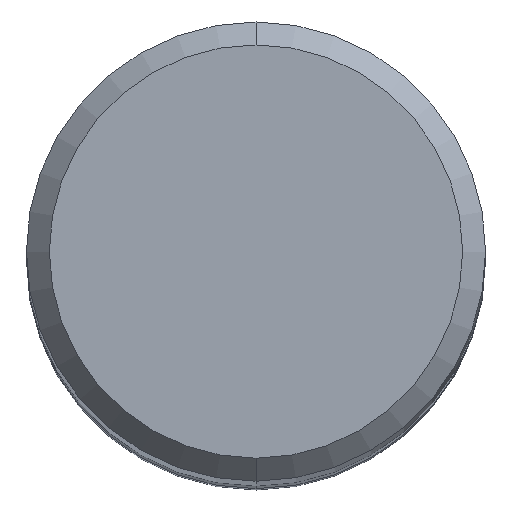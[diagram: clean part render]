
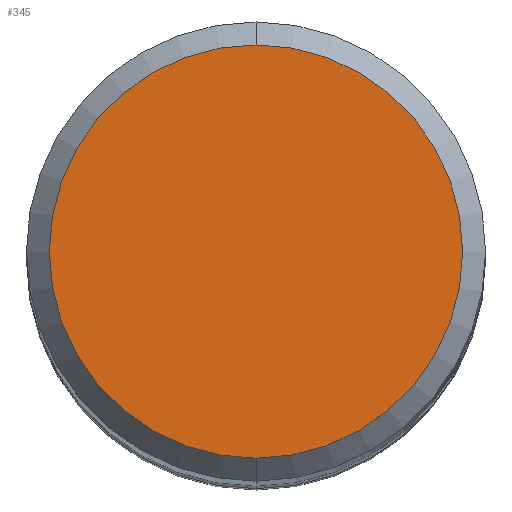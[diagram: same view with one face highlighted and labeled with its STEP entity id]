
A CAD part, top view. The second image highlights one B-rep face of the part: STEP entity #345.
In plain terms, the highlighted planar face has unit normal (0, 0, 1).
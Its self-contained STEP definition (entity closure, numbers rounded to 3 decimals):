
#269=VERTEX_POINT('',#668);
#345=ADVANCED_FACE('',(#750),#751,.T.);
#537=VERTEX_POINT('',#962);
#539=EDGE_CURVE('',#537,#269,#964,.T.);
#553=EDGE_CURVE('',#269,#537,#980,.T.);
#668=CARTESIAN_POINT('',(0.0,3.6,0.0));
#750=FACE_OUTER_BOUND('',#1262,.T.);
#751=PLANE('',#1263);
#962=CARTESIAN_POINT('',(0.,-3.6,0.0));
#964=CIRCLE('',#1710,3.6);
#980=CIRCLE('',#1728,3.6);
#1262=EDGE_LOOP('',(#1962,#1963));
#1263=AXIS2_PLACEMENT_3D('',#1964,#1965,#1966);
#1710=AXIS2_PLACEMENT_3D('',#2210,#2211,#2212);
#1728=AXIS2_PLACEMENT_3D('',#2224,#2225,#2226);
#1962=ORIENTED_EDGE('',*,*,#553,.F.);
#1963=ORIENTED_EDGE('',*,*,#539,.F.);
#1964=CARTESIAN_POINT('',(0.0,1.8,0.0));
#1965=DIRECTION('',(-0.0,0.0,1.0));
#1966=DIRECTION('',(0.0,-1.0,0.0));
#2210=CARTESIAN_POINT('',(0.0,0.0,0.0));
#2211=DIRECTION('',(0.0,0.0,-1.0));
#2212=DIRECTION('',(0.0,1.0,0.0));
#2224=CARTESIAN_POINT('',(0.0,0.0,0.0));
#2225=DIRECTION('',(0.0,0.0,-1.0));
#2226=DIRECTION('',(0.0,1.0,0.0));
